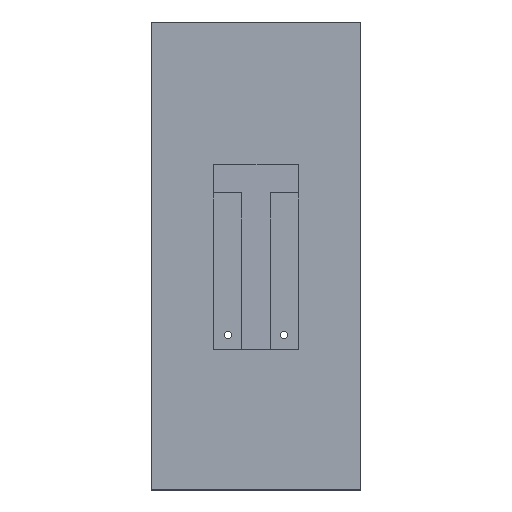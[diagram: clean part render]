
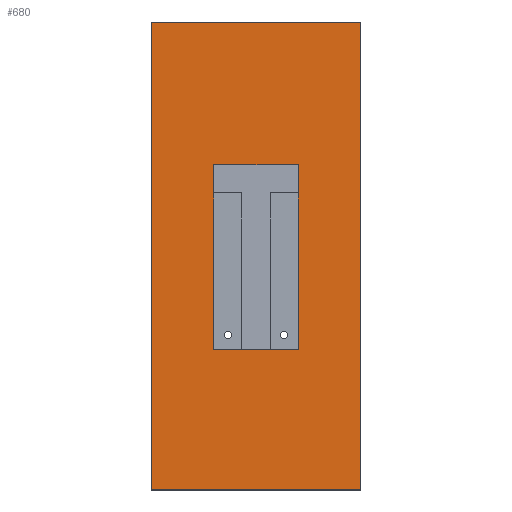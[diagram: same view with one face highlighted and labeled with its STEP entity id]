
A CAD part, front view. The second image highlights one B-rep face of the part: STEP entity #680.
In plain terms, the highlighted planar face has unit normal (0, -1, 0).
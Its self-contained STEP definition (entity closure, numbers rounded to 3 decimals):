
#58=LINE('',#1183,#127);
#72=LINE('',#1239,#141);
#75=LINE('',#1245,#144);
#79=LINE('',#1252,#148);
#100=LINE('',#1307,#169);
#117=LINE('',#1521,#186);
#118=LINE('',#1523,#187);
#119=LINE('',#1524,#188);
#127=VECTOR('',#783,10.);
#141=VECTOR('',#805,10.);
#144=VECTOR('',#810,10.);
#148=VECTOR('',#816,10.);
#169=VECTOR('',#853,10.);
#186=VECTOR('',#890,10.);
#187=VECTOR('',#893,10.);
#188=VECTOR('',#894,10.);
#214=FACE_BOUND('',#284,.T.);
#245=FACE_OUTER_BOUND('',#283,.T.);
#283=EDGE_LOOP('',(#594,#595,#596,#597));
#284=EDGE_LOOP('',(#598,#599,#600,#601));
#314=VERTEX_POINT('',#1180);
#315=VERTEX_POINT('',#1182);
#327=VERTEX_POINT('',#1238);
#329=VERTEX_POINT('',#1244);
#344=VERTEX_POINT('',#1304);
#345=VERTEX_POINT('',#1306);
#359=VERTEX_POINT('',#1517);
#360=VERTEX_POINT('',#1519);
#378=EDGE_CURVE('',#315,#314,#58,.T.);
#394=EDGE_CURVE('',#327,#315,#72,.T.);
#397=EDGE_CURVE('',#329,#327,#75,.T.);
#401=EDGE_CURVE('',#314,#329,#79,.T.);
#424=EDGE_CURVE('',#344,#345,#100,.T.);
#447=EDGE_CURVE('',#359,#360,#117,.T.);
#448=EDGE_CURVE('',#344,#359,#118,.T.);
#449=EDGE_CURVE('',#345,#360,#119,.T.);
#594=ORIENTED_EDGE('',*,*,#448,.T.);
#595=ORIENTED_EDGE('',*,*,#447,.T.);
#596=ORIENTED_EDGE('',*,*,#449,.F.);
#597=ORIENTED_EDGE('',*,*,#424,.F.);
#598=ORIENTED_EDGE('',*,*,#401,.T.);
#599=ORIENTED_EDGE('',*,*,#397,.T.);
#600=ORIENTED_EDGE('',*,*,#394,.T.);
#601=ORIENTED_EDGE('',*,*,#378,.T.);
#649=PLANE('',#743);
#680=ADVANCED_FACE('',(#245,#214),#649,.T.);
#743=AXIS2_PLACEMENT_3D('',#1522,#891,#892);
#783=DIRECTION('',(-1.,0.,0.));
#805=DIRECTION('',(0.,0.,-1.));
#810=DIRECTION('',(1.,0.,0.));
#816=DIRECTION('',(0.,0.,1.));
#853=DIRECTION('',(1.,0.,0.));
#890=DIRECTION('',(1.,0.,0.));
#891=DIRECTION('center_axis',(0.,-1.,0.));
#892=DIRECTION('ref_axis',(0.,0.,-1.));
#893=DIRECTION('',(0.,0.,-1.));
#894=DIRECTION('',(0.,0.,-1.));
#1180=CARTESIAN_POINT('',(44.75,-2.442,-229.772));
#1182=CARTESIAN_POINT('',(105.25,-2.442,-229.772));
#1183=CARTESIAN_POINT('',(52.625,-2.442,-229.772));
#1238=CARTESIAN_POINT('',(105.25,-2.442,-97.579));
#1239=CARTESIAN_POINT('',(105.25,-2.442,-81.74));
#1244=CARTESIAN_POINT('',(44.75,-2.442,-97.579));
#1245=CARTESIAN_POINT('',(22.375,-2.442,-97.579));
#1252=CARTESIAN_POINT('',(44.75,-2.442,-112.586));
#1304=CARTESIAN_POINT('',(0.,-2.442,4.6));
#1306=CARTESIAN_POINT('',(150.,-2.442,4.6));
#1307=CARTESIAN_POINT('',(0.,-2.442,4.6));
#1517=CARTESIAN_POINT('',(0.,-2.442,-329.995));
#1519=CARTESIAN_POINT('',(150.,-2.442,-329.995));
#1521=CARTESIAN_POINT('',(0.,-2.442,-329.995));
#1522=CARTESIAN_POINT('Origin',(0.,-2.442,4.6));
#1523=CARTESIAN_POINT('',(0.,-2.442,4.6));
#1524=CARTESIAN_POINT('',(150.,-2.442,4.6));
